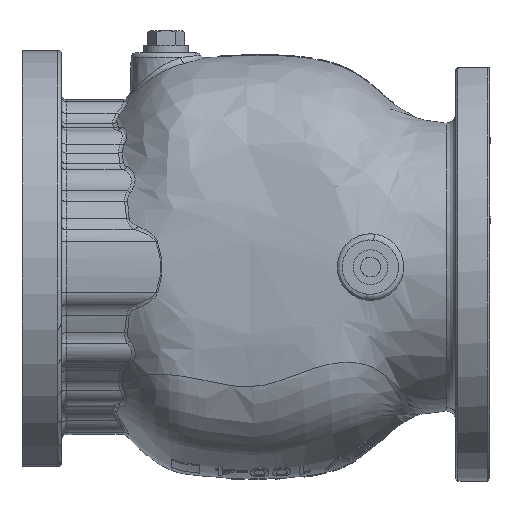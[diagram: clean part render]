
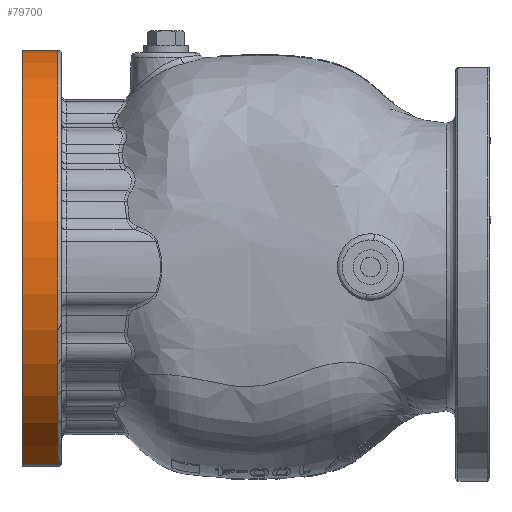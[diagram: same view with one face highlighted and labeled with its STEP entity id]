
A CAD part, front view. The second image highlights one B-rep face of the part: STEP entity #79700.
In plain terms, the highlighted cylindrical face has radius 88 mm (diameter 176 mm), a partial arc.
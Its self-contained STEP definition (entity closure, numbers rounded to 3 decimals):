
#2204 = EDGE_CURVE ( 'NONE', #109227, #94961, #92043, .T. ) ;
#4941 = EDGE_CURVE ( 'NONE', #18597, #30194, #18616, .T. ) ;
#8015 = CARTESIAN_POINT ( 'NONE',  ( 16., -36.436, -80.103 ) ) ;
#9519 = ORIENTED_EDGE ( 'NONE', *, *, #11937, .T. ) ;
#11613 = CYLINDRICAL_SURFACE ( 'NONE', #30231, 88. ) ;
#11937 = EDGE_CURVE ( 'NONE', #109227, #18597, #88032, .T. ) ;
#13866 = DIRECTION ( 'NONE',  ( -1., 0., 0. ) ) ;
#18597 = VERTEX_POINT ( 'NONE', #80088 ) ;
#18616 = LINE ( 'NONE', #44643, #112581 ) ;
#24197 = AXIS2_PLACEMENT_3D ( 'NONE', #96946, #42340, #106078 ) ;
#30194 = VERTEX_POINT ( 'NONE', #94301 ) ;
#30231 = AXIS2_PLACEMENT_3D ( 'NONE', #104928, #13866, #50362 ) ;
#36756 = ORIENTED_EDGE ( 'NONE', *, *, #79834, .T. ) ;
#40681 = VECTOR ( 'NONE', #86041, 1000. ) ;
#42340 = DIRECTION ( 'NONE',  ( 1., 0., 0. ) ) ;
#44643 = CARTESIAN_POINT ( 'NONE',  ( 17.5, 0., 88. ) ) ;
#44779 = DIRECTION ( 'NONE',  ( -1., 0., 0. ) ) ;
#45413 = DIRECTION ( 'NONE',  ( -1., 0., 0. ) ) ;
#45556 = CARTESIAN_POINT ( 'NONE',  ( 16., 0., 0. ) ) ;
#45570 = DIRECTION ( 'NONE',  ( 0., 0., -1. ) ) ;
#50362 = DIRECTION ( 'NONE',  ( 0., 0., 1. ) ) ;
#55158 = ORIENTED_EDGE ( 'NONE', *, *, #4941, .T. ) ;
#72403 = EDGE_LOOP ( 'NONE', ( #9519, #55158, #36756, #101246 ) ) ;
#79700 = ADVANCED_FACE ( 'NONE', ( #92753 ), #11613, .T. ) ;
#79834 = EDGE_CURVE ( 'NONE', #30194, #94961, #81301, .T. ) ;
#80088 = CARTESIAN_POINT ( 'NONE',  ( 16., 0., 88. ) ) ;
#81301 = CIRCLE ( 'NONE', #24197, 88. ) ;
#84847 = CARTESIAN_POINT ( 'NONE',  ( 1.5, -36.436, -80.103 ) ) ;
#84942 = CARTESIAN_POINT ( 'NONE',  ( 17.5, -36.436, -80.103 ) ) ;
#86041 = DIRECTION ( 'NONE',  ( -1., 0., 0. ) ) ;
#88032 = CIRCLE ( 'NONE', #100602, 88. ) ;
#92043 = LINE ( 'NONE', #84942, #40681 ) ;
#92753 = FACE_OUTER_BOUND ( 'NONE', #72403, .T. ) ;
#94301 = CARTESIAN_POINT ( 'NONE',  ( 1.5, 0., 88. ) ) ;
#94961 = VERTEX_POINT ( 'NONE', #84847 ) ;
#96946 = CARTESIAN_POINT ( 'NONE',  ( 1.5, 0., 0. ) ) ;
#100602 = AXIS2_PLACEMENT_3D ( 'NONE', #45556, #45413, #45570 ) ;
#101246 = ORIENTED_EDGE ( 'NONE', *, *, #2204, .F. ) ;
#104928 = CARTESIAN_POINT ( 'NONE',  ( 17.5, 0., 0. ) ) ;
#106078 = DIRECTION ( 'NONE',  ( 0., 0., -1. ) ) ;
#109227 = VERTEX_POINT ( 'NONE', #8015 ) ;
#112581 = VECTOR ( 'NONE', #44779, 1000. ) ;
